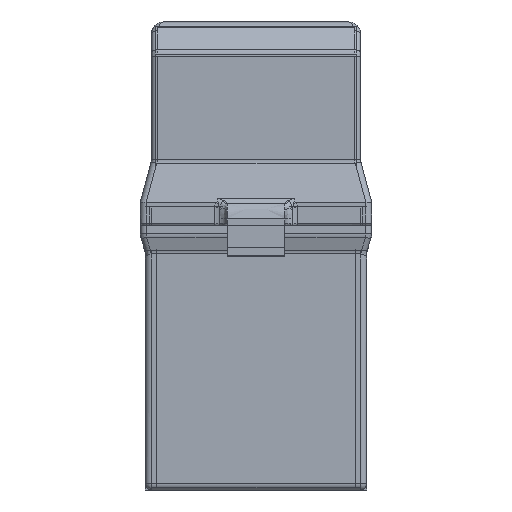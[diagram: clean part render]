
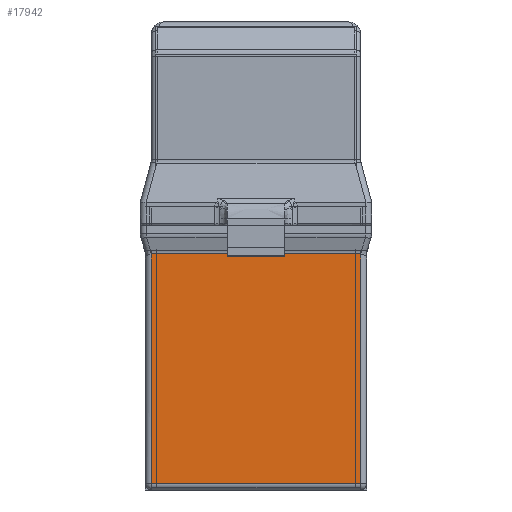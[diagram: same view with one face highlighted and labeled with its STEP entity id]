
A CAD part, left-side view. The second image highlights one B-rep face of the part: STEP entity #17942.
In plain terms, the highlighted planar face has unit normal (-1, 0, 0).
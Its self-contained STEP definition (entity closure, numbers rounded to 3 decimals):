
#2576=FACE_OUTER_BOUND('',#3607,.T.);
#3607=EDGE_LOOP('',(#14782,#14783,#14784,#14785));
#4508=LINE('',#25240,#5964);
#4990=LINE('',#33199,#6446);
#4991=LINE('',#33201,#6447);
#4992=LINE('',#33202,#6448);
#5964=VECTOR('',#20585,10.);
#6446=VECTOR('',#21371,10.);
#6447=VECTOR('',#21372,10.);
#6448=VECTOR('',#21373,10.);
#7346=VERTEX_POINT('',#25229);
#7350=VERTEX_POINT('',#25239);
#8059=VERTEX_POINT('',#33198);
#8060=VERTEX_POINT('',#33200);
#9345=EDGE_CURVE('',#7346,#7350,#4508,.T.);
#10412=EDGE_CURVE('',#7350,#8059,#4990,.T.);
#10413=EDGE_CURVE('',#8060,#7346,#4991,.T.);
#10414=EDGE_CURVE('',#8059,#8060,#4992,.T.);
#14782=ORIENTED_EDGE('',*,*,#10412,.F.);
#14783=ORIENTED_EDGE('',*,*,#9345,.F.);
#14784=ORIENTED_EDGE('',*,*,#10413,.F.);
#14785=ORIENTED_EDGE('',*,*,#10414,.F.);
#17213=PLANE('',#18780);
#17942=ADVANCED_FACE('',(#2576),#17213,.T.);
#18780=AXIS2_PLACEMENT_3D('',#33197,#21369,#21370);
#20585=DIRECTION('',(0.,0.,1.));
#21369=DIRECTION('center_axis',(-1.,0.,0.));
#21370=DIRECTION('ref_axis',(0.,-1.,0.));
#21371=DIRECTION('',(0.,-1.,0.));
#21372=DIRECTION('',(0.,1.,0.));
#21373=DIRECTION('',(0.,0.,-1.));
#25229=CARTESIAN_POINT('',(-500.,105.,3.));
#25239=CARTESIAN_POINT('',(-500.,105.,115.084));
#25240=CARTESIAN_POINT('',(-500.,105.,0.));
#33197=CARTESIAN_POINT('Origin',(-500.,108.,0.));
#33198=CARTESIAN_POINT('',(-500.,3.,115.084));
#33199=CARTESIAN_POINT('',(-500.,94.5,115.084));
#33200=CARTESIAN_POINT('',(-500.,3.,3.));
#33201=CARTESIAN_POINT('',(-500.,81.,3.));
#33202=CARTESIAN_POINT('',(-500.,3.,0.));
